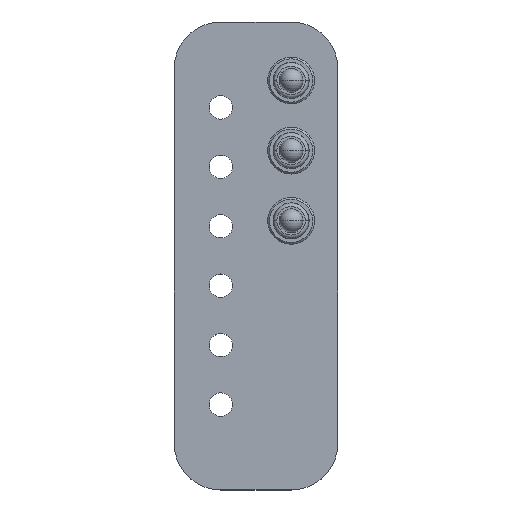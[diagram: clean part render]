
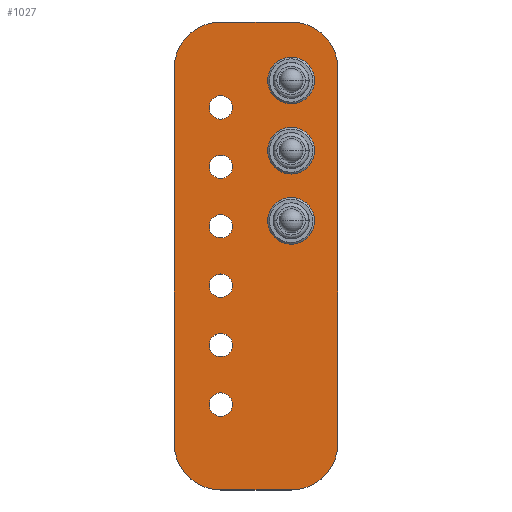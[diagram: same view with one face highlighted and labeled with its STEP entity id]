
A CAD part, top view. The second image highlights one B-rep face of the part: STEP entity #1027.
In plain terms, the highlighted planar face has unit normal (0, 0, 1).
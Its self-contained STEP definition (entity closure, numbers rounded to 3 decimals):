
#812 = VERTEX_POINT('',#813);
#813 = CARTESIAN_POINT('',(1.5,10.,1.6));
#819 = EDGE_CURVE('',#812,#820,#822,.T.);
#820 = VERTEX_POINT('',#821);
#821 = CARTESIAN_POINT('',(3.5,8.,1.6));
#822 = CIRCLE('',#823,2.);
#823 = AXIS2_PLACEMENT_3D('',#824,#825,#826);
#824 = CARTESIAN_POINT('',(1.5,8.,1.6));
#825 = DIRECTION('',(0.,0.,-1.));
#826 = DIRECTION('',(0.,1.,0.));
#854 = VERTEX_POINT('',#855);
#855 = CARTESIAN_POINT('',(-1.5,10.,1.6));
#861 = EDGE_CURVE('',#854,#812,#862,.T.);
#862 = LINE('',#863,#864);
#863 = CARTESIAN_POINT('',(-1.5,10.,1.6));
#864 = VECTOR('',#865,1.);
#865 = DIRECTION('',(1.,0.,0.));
#883 = EDGE_CURVE('',#820,#884,#886,.T.);
#884 = VERTEX_POINT('',#885);
#885 = CARTESIAN_POINT('',(3.5,-8.,1.6));
#886 = LINE('',#887,#888);
#887 = CARTESIAN_POINT('',(3.5,8.,1.6));
#888 = VECTOR('',#889,1.);
#889 = DIRECTION('',(0.,-1.,0.));
#1027 = ADVANCED_FACE('',(#1028,#1074,#1085,#1096,#1107,#1118,#1129),
  #1140,.T.);
#1028 = FACE_BOUND('',#1029,.T.);
#1029 = EDGE_LOOP('',(#1030,#1031,#1032,#1041,#1049,#1058,#1066,#1073));
#1030 = ORIENTED_EDGE('',*,*,#819,.F.);
#1031 = ORIENTED_EDGE('',*,*,#861,.F.);
#1032 = ORIENTED_EDGE('',*,*,#1033,.F.);
#1033 = EDGE_CURVE('',#1034,#854,#1036,.T.);
#1034 = VERTEX_POINT('',#1035);
#1035 = CARTESIAN_POINT('',(-3.5,8.,1.6));
#1036 = CIRCLE('',#1037,2.);
#1037 = AXIS2_PLACEMENT_3D('',#1038,#1039,#1040);
#1038 = CARTESIAN_POINT('',(-1.5,8.,1.6));
#1039 = DIRECTION('',(0.,0.,-1.));
#1040 = DIRECTION('',(-1.,0.,-0.));
#1041 = ORIENTED_EDGE('',*,*,#1042,.F.);
#1042 = EDGE_CURVE('',#1043,#1034,#1045,.T.);
#1043 = VERTEX_POINT('',#1044);
#1044 = CARTESIAN_POINT('',(-3.5,-8.,1.6));
#1045 = LINE('',#1046,#1047);
#1046 = CARTESIAN_POINT('',(-3.5,-8.,1.6));
#1047 = VECTOR('',#1048,1.);
#1048 = DIRECTION('',(0.,1.,0.));
#1049 = ORIENTED_EDGE('',*,*,#1050,.F.);
#1050 = EDGE_CURVE('',#1051,#1043,#1053,.T.);
#1051 = VERTEX_POINT('',#1052);
#1052 = CARTESIAN_POINT('',(-1.5,-10.,1.6));
#1053 = CIRCLE('',#1054,2.);
#1054 = AXIS2_PLACEMENT_3D('',#1055,#1056,#1057);
#1055 = CARTESIAN_POINT('',(-1.5,-8.,1.6));
#1056 = DIRECTION('',(0.,0.,-1.));
#1057 = DIRECTION('',(0.,-1.,0.));
#1058 = ORIENTED_EDGE('',*,*,#1059,.F.);
#1059 = EDGE_CURVE('',#1060,#1051,#1062,.T.);
#1060 = VERTEX_POINT('',#1061);
#1061 = CARTESIAN_POINT('',(1.5,-10.,1.6));
#1062 = LINE('',#1063,#1064);
#1063 = CARTESIAN_POINT('',(1.5,-10.,1.6));
#1064 = VECTOR('',#1065,1.);
#1065 = DIRECTION('',(-1.,0.,0.));
#1066 = ORIENTED_EDGE('',*,*,#1067,.F.);
#1067 = EDGE_CURVE('',#884,#1060,#1068,.T.);
#1068 = CIRCLE('',#1069,2.);
#1069 = AXIS2_PLACEMENT_3D('',#1070,#1071,#1072);
#1070 = CARTESIAN_POINT('',(1.5,-8.,1.6));
#1071 = DIRECTION('',(0.,0.,-1.));
#1072 = DIRECTION('',(1.,0.,0.));
#1073 = ORIENTED_EDGE('',*,*,#883,.F.);
#1074 = FACE_BOUND('',#1075,.T.);
#1075 = EDGE_LOOP('',(#1076));
#1076 = ORIENTED_EDGE('',*,*,#1077,.T.);
#1077 = EDGE_CURVE('',#1078,#1078,#1080,.T.);
#1078 = VERTEX_POINT('',#1079);
#1079 = CARTESIAN_POINT('',(-1.5,-6.85,1.6));
#1080 = CIRCLE('',#1081,0.5);
#1081 = AXIS2_PLACEMENT_3D('',#1082,#1083,#1084);
#1082 = CARTESIAN_POINT('',(-1.5,-6.35,1.6));
#1083 = DIRECTION('',(-0.,0.,-1.));
#1084 = DIRECTION('',(-0.,-1.,0.));
#1085 = FACE_BOUND('',#1086,.T.);
#1086 = EDGE_LOOP('',(#1087));
#1087 = ORIENTED_EDGE('',*,*,#1088,.T.);
#1088 = EDGE_CURVE('',#1089,#1089,#1091,.T.);
#1089 = VERTEX_POINT('',#1090);
#1090 = CARTESIAN_POINT('',(-1.5,-4.31,1.6));
#1091 = CIRCLE('',#1092,0.5);
#1092 = AXIS2_PLACEMENT_3D('',#1093,#1094,#1095);
#1093 = CARTESIAN_POINT('',(-1.5,-3.81,1.6));
#1094 = DIRECTION('',(-0.,0.,-1.));
#1095 = DIRECTION('',(-0.,-1.,0.));
#1096 = FACE_BOUND('',#1097,.T.);
#1097 = EDGE_LOOP('',(#1098));
#1098 = ORIENTED_EDGE('',*,*,#1099,.T.);
#1099 = EDGE_CURVE('',#1100,#1100,#1102,.T.);
#1100 = VERTEX_POINT('',#1101);
#1101 = CARTESIAN_POINT('',(-1.5,-1.77,1.6));
#1102 = CIRCLE('',#1103,0.5);
#1103 = AXIS2_PLACEMENT_3D('',#1104,#1105,#1106);
#1104 = CARTESIAN_POINT('',(-1.5,-1.27,1.6));
#1105 = DIRECTION('',(-0.,0.,-1.));
#1106 = DIRECTION('',(-0.,-1.,0.));
#1107 = FACE_BOUND('',#1108,.T.);
#1108 = EDGE_LOOP('',(#1109));
#1109 = ORIENTED_EDGE('',*,*,#1110,.T.);
#1110 = EDGE_CURVE('',#1111,#1111,#1113,.T.);
#1111 = VERTEX_POINT('',#1112);
#1112 = CARTESIAN_POINT('',(-1.5,0.77,1.6));
#1113 = CIRCLE('',#1114,0.5);
#1114 = AXIS2_PLACEMENT_3D('',#1115,#1116,#1117);
#1115 = CARTESIAN_POINT('',(-1.5,1.27,1.6));
#1116 = DIRECTION('',(-0.,0.,-1.));
#1117 = DIRECTION('',(-0.,-1.,0.));
#1118 = FACE_BOUND('',#1119,.T.);
#1119 = EDGE_LOOP('',(#1120));
#1120 = ORIENTED_EDGE('',*,*,#1121,.T.);
#1121 = EDGE_CURVE('',#1122,#1122,#1124,.T.);
#1122 = VERTEX_POINT('',#1123);
#1123 = CARTESIAN_POINT('',(-1.5,3.31,1.6));
#1124 = CIRCLE('',#1125,0.5);
#1125 = AXIS2_PLACEMENT_3D('',#1126,#1127,#1128);
#1126 = CARTESIAN_POINT('',(-1.5,3.81,1.6));
#1127 = DIRECTION('',(-0.,0.,-1.));
#1128 = DIRECTION('',(-0.,-1.,0.));
#1129 = FACE_BOUND('',#1130,.T.);
#1130 = EDGE_LOOP('',(#1131));
#1131 = ORIENTED_EDGE('',*,*,#1132,.T.);
#1132 = EDGE_CURVE('',#1133,#1133,#1135,.T.);
#1133 = VERTEX_POINT('',#1134);
#1134 = CARTESIAN_POINT('',(-1.5,5.85,1.6));
#1135 = CIRCLE('',#1136,0.5);
#1136 = AXIS2_PLACEMENT_3D('',#1137,#1138,#1139);
#1137 = CARTESIAN_POINT('',(-1.5,6.35,1.6));
#1138 = DIRECTION('',(-0.,0.,-1.));
#1139 = DIRECTION('',(-0.,-1.,0.));
#1140 = PLANE('',#1141);
#1141 = AXIS2_PLACEMENT_3D('',#1142,#1143,#1144);
#1142 = CARTESIAN_POINT('',(0.,0.,1.6));
#1143 = DIRECTION('',(0.,0.,1.));
#1144 = DIRECTION('',(1.,0.,-0.));
